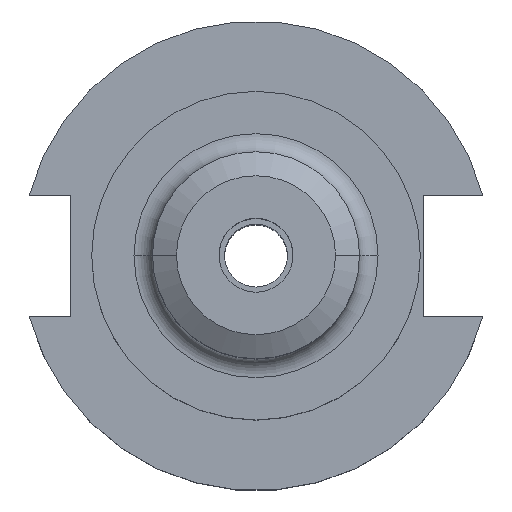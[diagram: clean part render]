
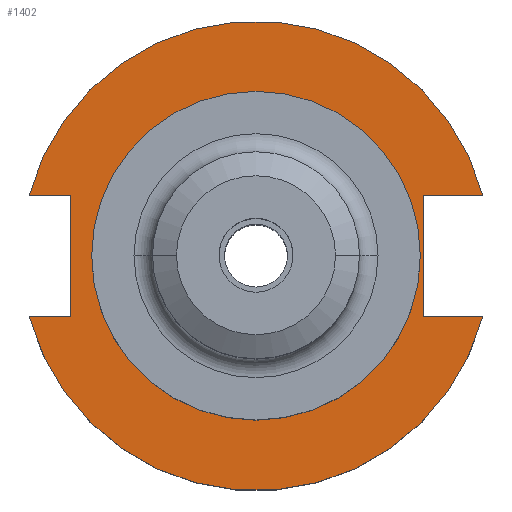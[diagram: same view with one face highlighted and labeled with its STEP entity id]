
A CAD part, top view. The second image highlights one B-rep face of the part: STEP entity #1402.
In plain terms, the highlighted planar face has unit normal (0, 0, 1).
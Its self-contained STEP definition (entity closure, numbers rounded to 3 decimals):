
#68 = DIRECTION ( 'NONE',  ( 1., 0., 0. ) ) ;
#104 = DIRECTION ( 'NONE',  ( 0., 1., 0. ) ) ;
#115 = ORIENTED_EDGE ( 'NONE', *, *, #1030, .F. ) ;
#117 = FACE_BOUND ( 'NONE', #441, .T. ) ;
#124 = DIRECTION ( 'NONE',  ( 1., 0., 0. ) ) ;
#138 = CARTESIAN_POINT ( 'NONE',  ( -30.675, 8.191, 19.05 ) ) ;
#144 = CIRCLE ( 'NONE', #1150, 22.225 ) ;
#149 = CIRCLE ( 'NONE', #1185, 31.75 ) ;
#172 = VERTEX_POINT ( 'NONE', #1683 ) ;
#217 = CARTESIAN_POINT ( 'NONE',  ( 30.675, 8.191, 19.05 ) ) ;
#219 = VECTOR ( 'NONE', #1831, 1000. ) ;
#240 = CARTESIAN_POINT ( 'NONE',  ( 0., 0., 19.05 ) ) ;
#242 = DIRECTION ( 'NONE',  ( 1., 0., 0. ) ) ;
#250 = DIRECTION ( 'NONE',  ( 1., 0., 0. ) ) ;
#256 = CARTESIAN_POINT ( 'NONE',  ( 0., -8.191, 19.05 ) ) ;
#308 = DIRECTION ( 'NONE',  ( -1., 0., 0. ) ) ;
#350 = EDGE_CURVE ( 'NONE', #1677, #172, #1626, .T. ) ;
#372 = CARTESIAN_POINT ( 'NONE',  ( -25.091, 8.191, 19.05 ) ) ;
#379 = ORIENTED_EDGE ( 'NONE', *, *, #519, .F. ) ;
#383 = DIRECTION ( 'NONE',  ( 0., 0., 1. ) ) ;
#414 = DIRECTION ( 'NONE',  ( 0., 0., 1. ) ) ;
#418 = VECTOR ( 'NONE', #1005, 1000. ) ;
#441 = EDGE_LOOP ( 'NONE', ( #1908, #1272 ) ) ;
#442 = PLANE ( 'NONE',  #941 ) ;
#461 = VERTEX_POINT ( 'NONE', #1398 ) ;
#519 = EDGE_CURVE ( 'NONE', #1432, #1207, #1826, .T. ) ;
#533 = ORIENTED_EDGE ( 'NONE', *, *, #1902, .T. ) ;
#538 = LINE ( 'NONE', #372, #859 ) ;
#539 = CARTESIAN_POINT ( 'NONE',  ( -25.091, -8.191, 19.05 ) ) ;
#563 = CARTESIAN_POINT ( 'NONE',  ( 22.606, 22.225, 19.05 ) ) ;
#568 = ORIENTED_EDGE ( 'NONE', *, *, #1102, .T. ) ;
#586 = EDGE_CURVE ( 'NONE', #762, #786, #894, .T. ) ;
#617 = LINE ( 'NONE', #256, #1691 ) ;
#620 = EDGE_CURVE ( 'NONE', #1432, #1008, #149, .T. ) ;
#640 = AXIS2_PLACEMENT_3D ( 'NONE', #822, #946, #68 ) ;
#657 = CARTESIAN_POINT ( 'NONE',  ( -61.091, -8.191, 19.05 ) ) ;
#700 = AXIS2_PLACEMENT_3D ( 'NONE', #1758, #383, #1138 ) ;
#712 = CARTESIAN_POINT ( 'NONE',  ( 22.225, 0., 19.05 ) ) ;
#738 = CARTESIAN_POINT ( 'NONE',  ( -30.675, -8.191, 19.05 ) ) ;
#744 = ORIENTED_EDGE ( 'NONE', *, *, #620, .T. ) ;
#762 = VERTEX_POINT ( 'NONE', #1510 ) ;
#766 = DIRECTION ( 'NONE',  ( 0., -1., 0. ) ) ;
#786 = VERTEX_POINT ( 'NONE', #712 ) ;
#788 = CARTESIAN_POINT ( 'NONE',  ( -25.091, 8.191, 19.05 ) ) ;
#822 = CARTESIAN_POINT ( 'NONE',  ( 0., 0., 19.05 ) ) ;
#827 = VERTEX_POINT ( 'NONE', #138 ) ;
#844 = LINE ( 'NONE', #563, #1722 ) ;
#859 = VECTOR ( 'NONE', #766, 1000. ) ;
#894 = CIRCLE ( 'NONE', #640, 22.225 ) ;
#941 = AXIS2_PLACEMENT_3D ( 'NONE', #1371, #1056, #308 ) ;
#943 = VECTOR ( 'NONE', #1447, 1000. ) ;
#946 = DIRECTION ( 'NONE',  ( 0., 0., 1. ) ) ;
#993 = VERTEX_POINT ( 'NONE', #788 ) ;
#1003 = EDGE_CURVE ( 'NONE', #1677, #827, #1899, .T. ) ;
#1005 = DIRECTION ( 'NONE',  ( 1., 0., 0. ) ) ;
#1008 = VERTEX_POINT ( 'NONE', #1586 ) ;
#1030 = EDGE_CURVE ( 'NONE', #461, #1008, #617, .T. ) ;
#1056 = DIRECTION ( 'NONE',  ( 0., 0., -1. ) ) ;
#1072 = ORIENTED_EDGE ( 'NONE', *, *, #1768, .T. ) ;
#1102 = EDGE_CURVE ( 'NONE', #461, #172, #844, .T. ) ;
#1130 = DIRECTION ( 'NONE',  ( 0., 0., 1. ) ) ;
#1138 = DIRECTION ( 'NONE',  ( 1., 0., 0. ) ) ;
#1150 = AXIS2_PLACEMENT_3D ( 'NONE', #240, #1130, #250 ) ;
#1185 = AXIS2_PLACEMENT_3D ( 'NONE', #1774, #414, #124 ) ;
#1207 = VERTEX_POINT ( 'NONE', #539 ) ;
#1212 = CARTESIAN_POINT ( 'NONE',  ( 0., 8.191, 19.05 ) ) ;
#1270 = LINE ( 'NONE', #1299, #418 ) ;
#1272 = ORIENTED_EDGE ( 'NONE', *, *, #586, .F. ) ;
#1298 = ORIENTED_EDGE ( 'NONE', *, *, #350, .F. ) ;
#1299 = CARTESIAN_POINT ( 'NONE',  ( -61.091, 8.191, 19.05 ) ) ;
#1323 = EDGE_LOOP ( 'NONE', ( #1072, #379, #744, #115, #568, #1298, #1786, #533 ) ) ;
#1371 = CARTESIAN_POINT ( 'NONE',  ( 0., 22.225, 19.05 ) ) ;
#1398 = CARTESIAN_POINT ( 'NONE',  ( 22.606, -8.191, 19.05 ) ) ;
#1402 = ADVANCED_FACE ( 'NONE', ( #117, #1665 ), #442, .F. ) ;
#1432 = VERTEX_POINT ( 'NONE', #738 ) ;
#1447 = DIRECTION ( 'NONE',  ( 1., 0., 0. ) ) ;
#1510 = CARTESIAN_POINT ( 'NONE',  ( -22.225, 0., 19.05 ) ) ;
#1586 = CARTESIAN_POINT ( 'NONE',  ( 30.675, -8.191, 19.05 ) ) ;
#1626 = LINE ( 'NONE', #1212, #219 ) ;
#1665 = FACE_OUTER_BOUND ( 'NONE', #1323, .T. ) ;
#1677 = VERTEX_POINT ( 'NONE', #217 ) ;
#1683 = CARTESIAN_POINT ( 'NONE',  ( 22.606, 8.191, 19.05 ) ) ;
#1691 = VECTOR ( 'NONE', #242, 1000. ) ;
#1722 = VECTOR ( 'NONE', #104, 1000. ) ;
#1758 = CARTESIAN_POINT ( 'NONE',  ( 0., 0., 19.05 ) ) ;
#1768 = EDGE_CURVE ( 'NONE', #993, #1207, #538, .T. ) ;
#1774 = CARTESIAN_POINT ( 'NONE',  ( 0., 0., 19.05 ) ) ;
#1786 = ORIENTED_EDGE ( 'NONE', *, *, #1003, .T. ) ;
#1826 = LINE ( 'NONE', #657, #943 ) ;
#1831 = DIRECTION ( 'NONE',  ( -1., 0., 0. ) ) ;
#1877 = EDGE_CURVE ( 'NONE', #786, #762, #144, .T. ) ;
#1899 = CIRCLE ( 'NONE', #700, 31.75 ) ;
#1902 = EDGE_CURVE ( 'NONE', #827, #993, #1270, .T. ) ;
#1908 = ORIENTED_EDGE ( 'NONE', *, *, #1877, .F. ) ;
